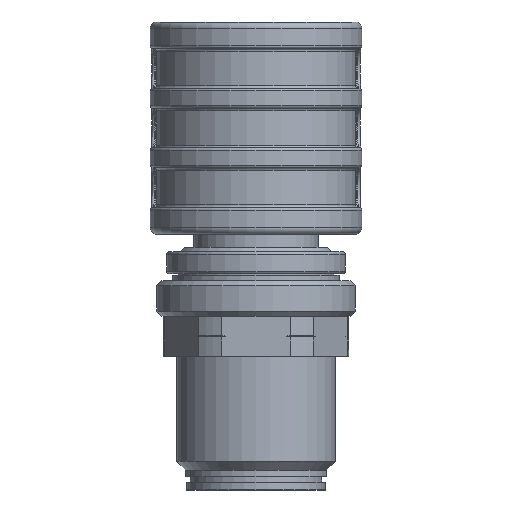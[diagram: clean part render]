
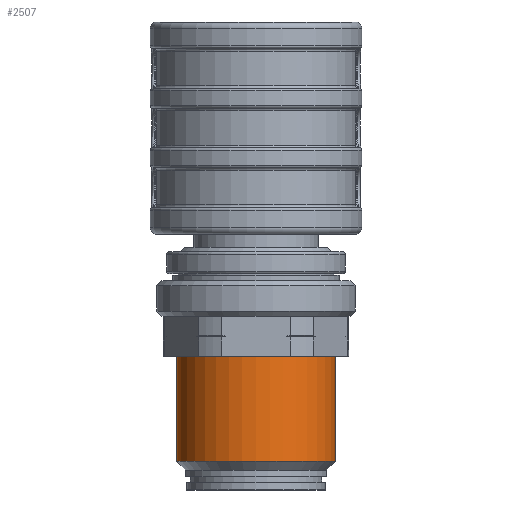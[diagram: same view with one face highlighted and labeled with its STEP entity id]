
A CAD part, front view. The second image highlights one B-rep face of the part: STEP entity #2507.
In plain terms, the highlighted cylindrical face has radius 6 mm (diameter 12 mm), a full revolution.
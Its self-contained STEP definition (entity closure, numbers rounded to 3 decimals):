
#2507=ADVANCED_FACE('',(#3172,#3173),#2912,.T.);
#2912=CYLINDRICAL_SURFACE('',#10252,6.);
#3172=FACE_BOUND('',#3681,.T.);
#3173=FACE_BOUND('',#3682,.T.);
#3681=EDGE_LOOP('',(#5499));
#3682=EDGE_LOOP('',(#5500));
#5499=ORIENTED_EDGE('',*,*,#8402,.F.);
#5500=ORIENTED_EDGE('',*,*,#8395,.T.);
#7244=VERTEX_POINT('',#16129);
#7245=VERTEX_POINT('',#16138);
#8395=EDGE_CURVE('',#7244,#7244,#9318,.T.);
#8402=EDGE_CURVE('',#7245,#7245,#9319,.T.);
#9318=CIRCLE('',#10249,6.);
#9319=CIRCLE('',#10251,6.);
#10249=AXIS2_PLACEMENT_3D('',#16128,#12461,#12462);
#10251=AXIS2_PLACEMENT_3D('',#16137,#12471,#12472);
#10252=AXIS2_PLACEMENT_3D('',#16139,#12473,#12474);
#12461=DIRECTION('',(0.,0.,-1.));
#12462=DIRECTION('',(-0.866,0.5,0.));
#12471=DIRECTION('',(0.,0.,-1.));
#12472=DIRECTION('',(-0.866,0.5,0.));
#12473=DIRECTION('',(0.,0.,-1.));
#12474=DIRECTION('',(0.866,-0.5,0.));
#16128=CARTESIAN_POINT('',(50.,-85.,-9.2));
#16129=CARTESIAN_POINT('',(44.804,-82.,-9.2));
#16137=CARTESIAN_POINT('',(50.,-85.,-17.125));
#16138=CARTESIAN_POINT('',(44.804,-82.,-17.125));
#16139=CARTESIAN_POINT('',(50.,-85.,-36.));
